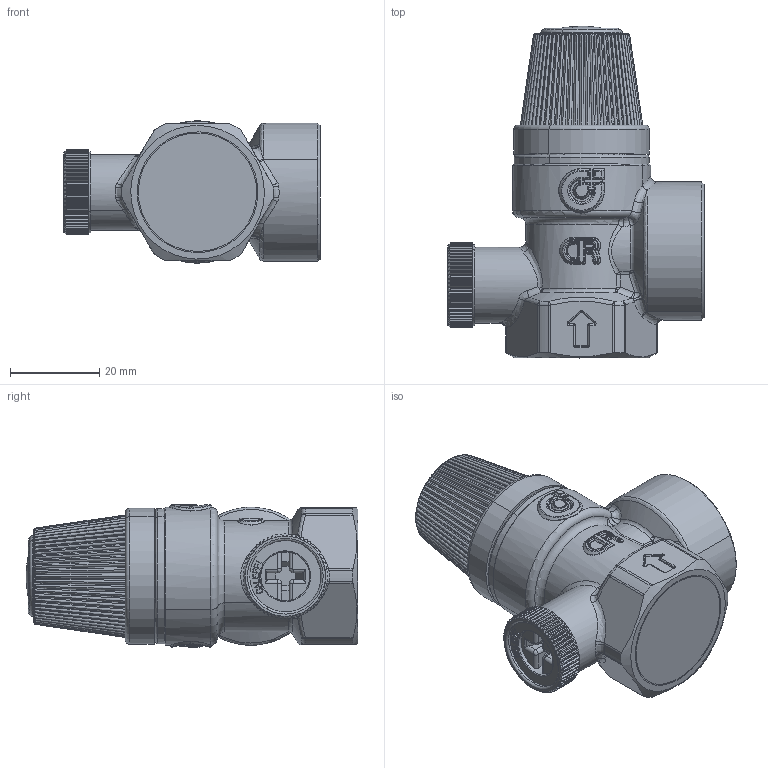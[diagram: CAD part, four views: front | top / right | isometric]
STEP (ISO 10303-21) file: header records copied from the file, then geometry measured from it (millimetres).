
FILE_DESCRIPTION(('CATIA V5 STEP Exchange'),'2;1');
FILE_NAME('313525 (STP).stp','2016-02-24T14:48:46+00:00',('none'),('none'),'Version 5-6 Release 2012','CATIA V5 STEP AP203','none');
FILE_SCHEMA(('CONFIG_CONTROL_DESIGN'));
Products named in the file (1): 313532 - TST
Bounding box: 57.5 x 74.5 x 31.9 mm (x, y, z)
Volume: 59819.1 mm3; surface area: 12656.4 mm2
Topology: 1 solids, 1 shells, 1407 faces, 3676 edges, 2248 vertices
Faces by surface type: bspline 605, plane 397, cylinder 205, torus 108, sphere 42, cone 32, revolution 18
Entity records: 71118 total; most frequent: CARTESIAN_POINT 44024, ORIENTED_EDGE 7246, EDGE_CURVE 3623, DIRECTION 2692, VERTEX_POINT 2248, B_SPLINE_CURVE_WITH_KNOTS 2053, EDGE_LOOP 1437, ADVANCED_FACE 1407
